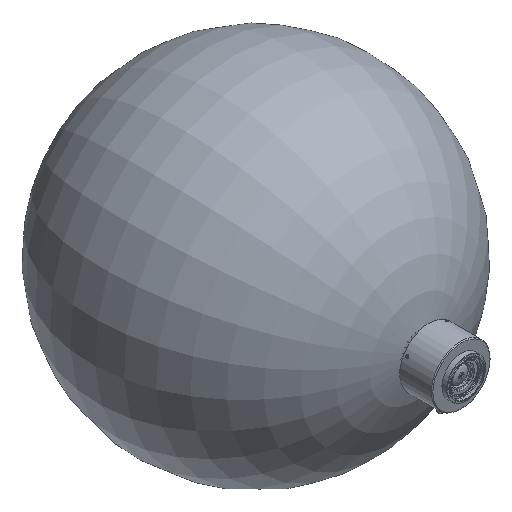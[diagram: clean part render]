
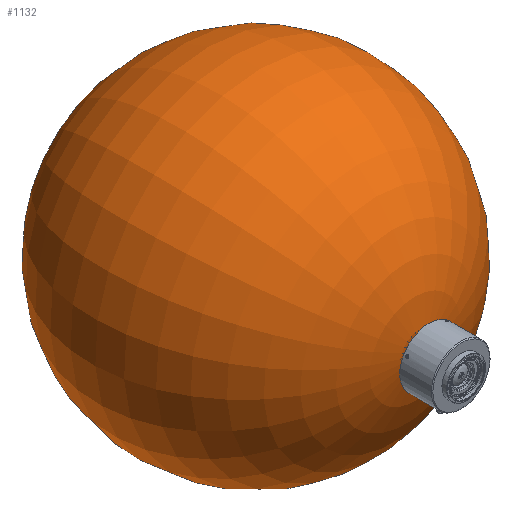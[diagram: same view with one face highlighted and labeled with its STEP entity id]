
A CAD part, isometric view. The second image highlights one B-rep face of the part: STEP entity #1132.
In plain terms, the highlighted toroidal (fillet/blend) face has major radius 0.002 mm and minor radius 211.6 mm.
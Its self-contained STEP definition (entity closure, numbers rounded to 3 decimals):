
#387 = DIRECTION ( 'NONE',  ( 0., -1., 0. ) ) ;
#957 = EDGE_LOOP ( 'NONE', ( #1341 ) ) ;
#1009 = TOROIDAL_SURFACE ( 'NONE', #2910, 0.002, 211.6 ) ;
#1132 = ADVANCED_FACE ( 'NONE', ( #9415 ), #1009, .F. ) ;
#1298 = EDGE_CURVE ( 'NONE', #6318, #6318, #2678, .T. ) ;
#1341 = ORIENTED_EDGE ( 'NONE', *, *, #1298, .T. ) ;
#2678 = CIRCLE ( 'NONE', #3309, 8.248 ) ;
#2910 = AXIS2_PLACEMENT_3D ( 'NONE', #7440, #387, #9227 ) ;
#3309 = AXIS2_PLACEMENT_3D ( 'NONE', #8747, #9538, #11529 ) ;
#5207 = CARTESIAN_POINT ( 'NONE',  ( 0., -10.518, 8.248 ) ) ;
#6318 = VERTEX_POINT ( 'NONE', #5207 ) ;
#7440 = CARTESIAN_POINT ( 'NONE',  ( 0., 200.921, 0. ) ) ;
#8747 = CARTESIAN_POINT ( 'NONE',  ( 0., -10.518, 0. ) ) ;
#9227 = DIRECTION ( 'NONE',  ( 0., 0., -1. ) ) ;
#9415 = FACE_OUTER_BOUND ( 'NONE', #957, .T. ) ;
#9538 = DIRECTION ( 'NONE',  ( 0., 1., 0. ) ) ;
#11529 = DIRECTION ( 'NONE',  ( 0., 0., 1. ) ) ;
